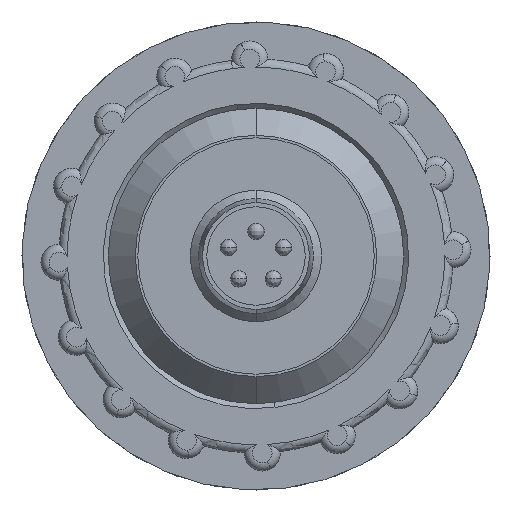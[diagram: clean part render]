
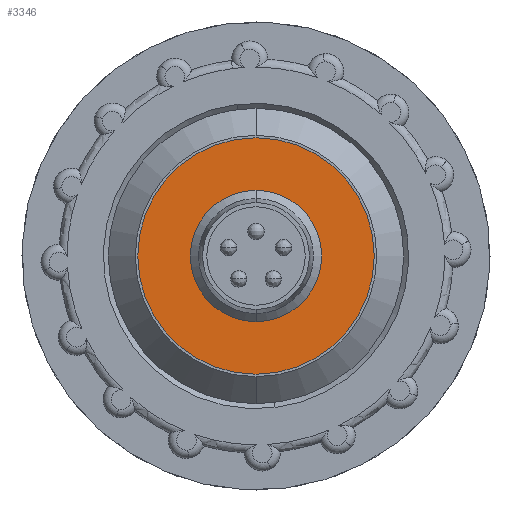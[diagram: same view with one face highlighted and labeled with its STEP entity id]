
A CAD part, front view. The second image highlights one B-rep face of the part: STEP entity #3346.
In plain terms, the highlighted planar face has unit normal (0, -1, 0).
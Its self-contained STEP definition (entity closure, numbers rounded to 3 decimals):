
#94 = AXIS2_PLACEMENT_3D ( 'NONE', #3734, #1000, #916 ) ;
#115 = EDGE_CURVE ( 'NONE', #3405, #3765, #3447, .T. ) ;
#161 = PLANE ( 'NONE',  #1076 ) ;
#370 = CARTESIAN_POINT ( 'NONE',  ( 0., -10.2, -2.9 ) ) ;
#545 = VERTEX_POINT ( 'NONE', #2582 ) ;
#604 = FACE_BOUND ( 'NONE', #4673, .T. ) ;
#696 = DIRECTION ( 'NONE',  ( 0., -1., 0. ) ) ;
#701 = AXIS2_PLACEMENT_3D ( 'NONE', #870, #5831, #2226 ) ;
#870 = CARTESIAN_POINT ( 'NONE',  ( 0., -10.2, 0. ) ) ;
#916 = DIRECTION ( 'NONE',  ( 0., 0., 1. ) ) ;
#980 = EDGE_CURVE ( 'NONE', #545, #3194, #5077, .T. ) ;
#1000 = DIRECTION ( 'NONE',  ( 0., -1., 0. ) ) ;
#1029 = ORIENTED_EDGE ( 'NONE', *, *, #1632, .F. ) ;
#1076 = AXIS2_PLACEMENT_3D ( 'NONE', #1996, #3359, #1182 ) ;
#1143 = DIRECTION ( 'NONE',  ( 0., 0., 1. ) ) ;
#1182 = DIRECTION ( 'NONE',  ( 0., 0., -1. ) ) ;
#1559 = AXIS2_PLACEMENT_3D ( 'NONE', #2076, #696, #1143 ) ;
#1632 = EDGE_CURVE ( 'NONE', #3765, #3405, #2513, .T. ) ;
#1996 = CARTESIAN_POINT ( 'NONE',  ( 0., -10.2, 0. ) ) ;
#2076 = CARTESIAN_POINT ( 'NONE',  ( 0., -10.2, 0. ) ) ;
#2111 = CIRCLE ( 'NONE', #94, 7.2 ) ;
#2216 = ORIENTED_EDGE ( 'NONE', *, *, #4256, .T. ) ;
#2226 = DIRECTION ( 'NONE',  ( 0., 0., -1. ) ) ;
#2384 = EDGE_LOOP ( 'NONE', ( #5572, #2216 ) ) ;
#2446 = DIRECTION ( 'NONE',  ( 0., -1., 0. ) ) ;
#2513 = CIRCLE ( 'NONE', #701, 2.9 ) ;
#2582 = CARTESIAN_POINT ( 'NONE',  ( 0., -10.2, 7.2 ) ) ;
#3194 = VERTEX_POINT ( 'NONE', #3212 ) ;
#3212 = CARTESIAN_POINT ( 'NONE',  ( 0., -10.2, -7.2 ) ) ;
#3284 = CARTESIAN_POINT ( 'NONE',  ( 0., -10.2, 0. ) ) ;
#3346 = ADVANCED_FACE ( 'NONE', ( #604, #4264 ), #161, .T. ) ;
#3359 = DIRECTION ( 'NONE',  ( 0., -1., 0. ) ) ;
#3405 = VERTEX_POINT ( 'NONE', #3418 ) ;
#3418 = CARTESIAN_POINT ( 'NONE',  ( 0., -10.2, 2.9 ) ) ;
#3447 = CIRCLE ( 'NONE', #5066, 2.9 ) ;
#3734 = CARTESIAN_POINT ( 'NONE',  ( 0., -10.2, 0. ) ) ;
#3765 = VERTEX_POINT ( 'NONE', #370 ) ;
#4256 = EDGE_CURVE ( 'NONE', #3194, #545, #2111, .T. ) ;
#4264 = FACE_OUTER_BOUND ( 'NONE', #2384, .T. ) ;
#4292 = ORIENTED_EDGE ( 'NONE', *, *, #115, .F. ) ;
#4673 = EDGE_LOOP ( 'NONE', ( #1029, #4292 ) ) ;
#5066 = AXIS2_PLACEMENT_3D ( 'NONE', #3284, #2446, #5107 ) ;
#5077 = CIRCLE ( 'NONE', #1559, 7.2 ) ;
#5107 = DIRECTION ( 'NONE',  ( 0., 0., -1. ) ) ;
#5572 = ORIENTED_EDGE ( 'NONE', *, *, #980, .T. ) ;
#5831 = DIRECTION ( 'NONE',  ( 0., -1., 0. ) ) ;
